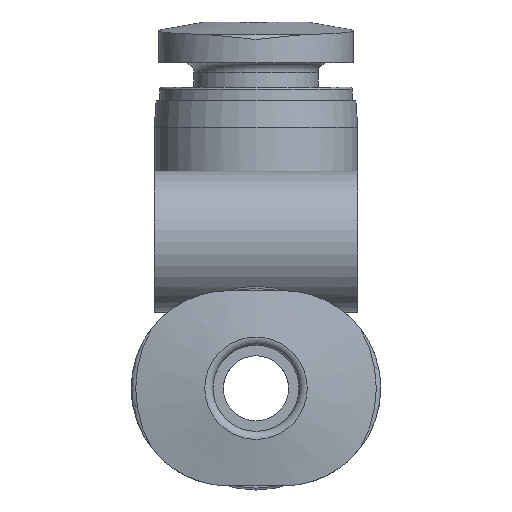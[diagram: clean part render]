
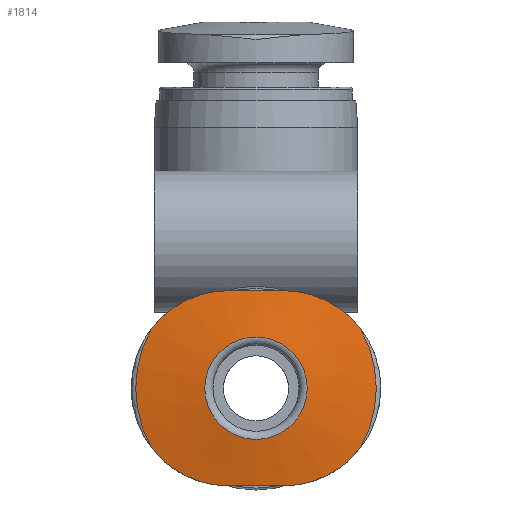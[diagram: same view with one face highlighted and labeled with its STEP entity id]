
A CAD part, left-side view. The second image highlights one B-rep face of the part: STEP entity #1814.
In plain terms, the highlighted conical face has half-angle 80 degrees and reference radius 1.887 mm.
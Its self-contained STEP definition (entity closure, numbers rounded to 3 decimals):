
#74=CONICAL_SURFACE('',#1962,1.888,1.396);
#179=B_SPLINE_CURVE_WITH_KNOTS('',3,(#2817,#2818,#2819,#2820),
 .UNSPECIFIED.,.F.,.F.,(4,4),(0.,0.003),
 .UNSPECIFIED.);
#182=B_SPLINE_CURVE_WITH_KNOTS('',3,(#2832,#2833,#2834,#2835),
 .UNSPECIFIED.,.F.,.F.,(4,4),(0.,0.003),
 .UNSPECIFIED.);
#183=B_SPLINE_CURVE_WITH_KNOTS('',3,(#2839,#2840,#2841,#2842),
 .UNSPECIFIED.,.F.,.F.,(4,4),(0.002,0.004),
 .UNSPECIFIED.);
#184=B_SPLINE_CURVE_WITH_KNOTS('',3,(#2846,#2847,#2848,#2849),
 .UNSPECIFIED.,.F.,.F.,(4,4),(0.,0.003),
 .UNSPECIFIED.);
#187=B_SPLINE_CURVE_WITH_KNOTS('',3,(#2861,#2862,#2863,#2864),
 .UNSPECIFIED.,.F.,.F.,(4,4),(0.,0.003),
 .UNSPECIFIED.);
#188=B_SPLINE_CURVE_WITH_KNOTS('',3,(#2866,#2867,#2868,#2869),
 .UNSPECIFIED.,.F.,.F.,(4,4),(0.002,0.004),
 .UNSPECIFIED.);
#460=ORIENTED_EDGE('',*,*,#663,.F.);
#461=ORIENTED_EDGE('',*,*,#650,.T.);
#462=ORIENTED_EDGE('',*,*,#655,.T.);
#463=ORIENTED_EDGE('',*,*,#660,.T.);
#464=ORIENTED_EDGE('',*,*,#662,.F.);
#465=ORIENTED_EDGE('',*,*,#657,.T.);
#466=ORIENTED_EDGE('',*,*,#661,.T.);
#467=ORIENTED_EDGE('',*,*,#653,.T.);
#468=ORIENTED_EDGE('',*,*,#664,.T.);
#650=EDGE_CURVE('',#782,#781,#179,.T.);
#653=EDGE_CURVE('',#780,#784,#182,.T.);
#655=EDGE_CURVE('',#781,#785,#183,.T.);
#657=EDGE_CURVE('',#787,#786,#184,.T.);
#660=EDGE_CURVE('',#785,#789,#187,.T.);
#661=EDGE_CURVE('',#786,#780,#188,.T.);
#662=EDGE_CURVE('',#787,#789,#860,.T.);
#663=EDGE_CURVE('',#782,#784,#861,.T.);
#664=EDGE_CURVE('',#790,#790,#862,.T.);
#780=VERTEX_POINT('',#2814);
#781=VERTEX_POINT('',#2816);
#782=VERTEX_POINT('',#2821);
#784=VERTEX_POINT('',#2831);
#785=VERTEX_POINT('',#2838);
#786=VERTEX_POINT('',#2845);
#787=VERTEX_POINT('',#2850);
#789=VERTEX_POINT('',#2860);
#790=VERTEX_POINT('',#2876);
#860=CIRCLE('',#1959,4.435);
#861=CIRCLE('',#1961,4.435);
#862=CIRCLE('',#1963,1.888);
#972=EDGE_LOOP('',(#460,#461,#462,#463,#464,#465,#466,#467));
#973=EDGE_LOOP('',(#468));
#1106=FACE_BOUND('',#972,.T.);
#1107=FACE_BOUND('',#973,.T.);
#1814=ADVANCED_FACE('',(#1106,#1107),#74,.T.);
#1959=AXIS2_PLACEMENT_3D('',#2871,#2272,#2273);
#1961=AXIS2_PLACEMENT_3D('',#2873,#2276,#2277);
#1962=AXIS2_PLACEMENT_3D('',#2874,#2278,#2279);
#1963=AXIS2_PLACEMENT_3D('',#2875,#2280,#2281);
#2272=DIRECTION('',(1.,0.,0.));
#2273=DIRECTION('',(0.,0.,-1.));
#2276=DIRECTION('',(1.,0.,0.));
#2277=DIRECTION('',(0.,0.,-1.));
#2278=DIRECTION('',(1.,0.,0.));
#2279=DIRECTION('',(0.,0.,-1.));
#2280=DIRECTION('',(1.,0.,0.));
#2281=DIRECTION('',(0.,0.,-1.));
#2814=CARTESIAN_POINT('',(-13.174,1.,3.6));
#2816=CARTESIAN_POINT('',(-13.174,1.,-3.6));
#2817=CARTESIAN_POINT('',(-13.051,3.853,-2.195));
#2818=CARTESIAN_POINT('',(-13.078,3.178,-3.073));
#2819=CARTESIAN_POINT('',(-13.122,2.107,-3.6));
#2820=CARTESIAN_POINT('',(-13.174,1.,-3.6));
#2821=CARTESIAN_POINT('',(-13.051,3.853,-2.195));
#2831=CARTESIAN_POINT('',(-13.051,3.853,2.195));
#2832=CARTESIAN_POINT('',(-13.174,1.,3.6));
#2833=CARTESIAN_POINT('',(-13.122,2.107,3.6));
#2834=CARTESIAN_POINT('',(-13.078,3.178,3.073));
#2835=CARTESIAN_POINT('',(-13.051,3.853,2.195));
#2838=CARTESIAN_POINT('',(-13.174,-1.,-3.6));
#2839=CARTESIAN_POINT('',(-13.174,1.,-3.6));
#2840=CARTESIAN_POINT('',(-13.205,0.334,-3.6));
#2841=CARTESIAN_POINT('',(-13.206,-0.332,-3.6));
#2842=CARTESIAN_POINT('',(-13.174,-1.,-3.6));
#2845=CARTESIAN_POINT('',(-13.174,-1.,3.6));
#2846=CARTESIAN_POINT('',(-13.051,-3.853,2.195));
#2847=CARTESIAN_POINT('',(-13.078,-3.178,3.073));
#2848=CARTESIAN_POINT('',(-13.122,-2.107,3.6));
#2849=CARTESIAN_POINT('',(-13.174,-1.,3.6));
#2850=CARTESIAN_POINT('',(-13.051,-3.853,2.195));
#2860=CARTESIAN_POINT('',(-13.051,-3.853,-2.195));
#2861=CARTESIAN_POINT('',(-13.174,-1.,-3.6));
#2862=CARTESIAN_POINT('',(-13.122,-2.107,-3.6));
#2863=CARTESIAN_POINT('',(-13.078,-3.178,-3.073));
#2864=CARTESIAN_POINT('',(-13.051,-3.853,-2.195));
#2866=CARTESIAN_POINT('',(-13.174,-1.,3.6));
#2867=CARTESIAN_POINT('',(-13.205,-0.334,3.6));
#2868=CARTESIAN_POINT('',(-13.206,0.332,3.6));
#2869=CARTESIAN_POINT('',(-13.174,1.,3.6));
#2871=CARTESIAN_POINT('',(-13.051,0.,0.));
#2873=CARTESIAN_POINT('',(-13.051,0.,0.));
#2874=CARTESIAN_POINT('',(-13.5,0.,0.));
#2875=CARTESIAN_POINT('',(-13.5,0.,0.));
#2876=CARTESIAN_POINT('',(-13.5,0.,-1.888));
